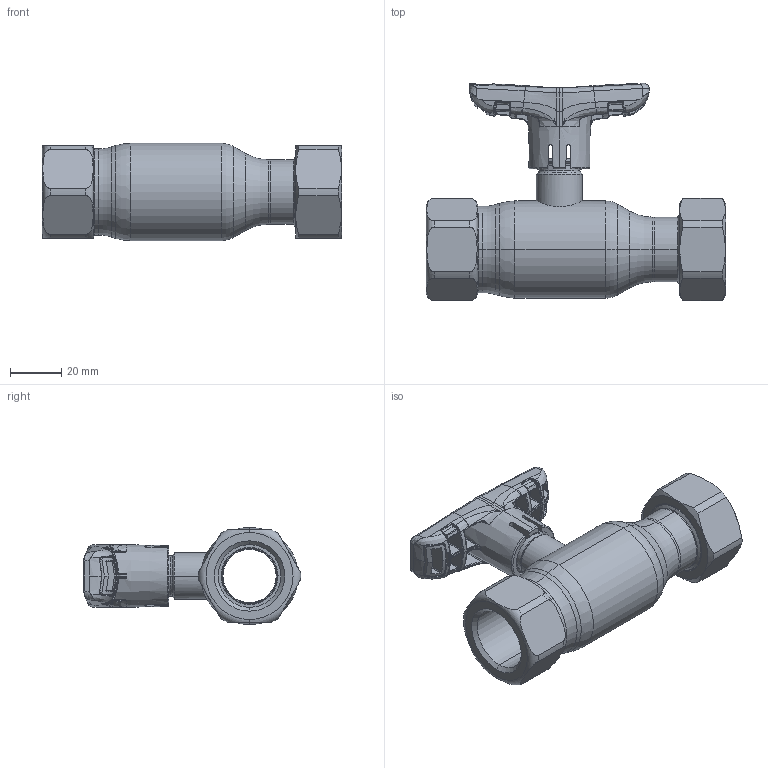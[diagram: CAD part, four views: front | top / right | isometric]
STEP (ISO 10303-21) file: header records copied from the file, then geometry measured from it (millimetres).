
FILE_DESCRIPTION (( 'STEP AP214' ), '1' );
FILE_NAME ('1020002200-1400.step', '2024-01-15T11:42:52', ( '' ), ( '' ), 'SwSTEP 2.0', 'SolidWorks 2021', '' );
FILE_SCHEMA (( 'AUTOMOTIVE_DESIGN' ));
Length unit declared in the file: millimetre
Products named in the file (1): 1020002200-1400
Bounding box: 116.95 x 84.98 x 38 mm (x, y, z)
Surface area: 29952.9 mm2 (no closed solid volume)
Topology: 0 solids, 9 shells, 750 faces, 2103 edges, 1291 vertices
Faces by surface type: bspline 560, plane 65, cylinder 56, cone 29, torus 25, sphere 15
Entity records: 55568 total; most frequent: CARTESIAN_POINT 32924, ORIENTED_EDGE 3767, EDGE_CURVE 2091, DIRECTION 1585, B_SPLINE_CURVE_WITH_KNOTS 1392, VERTEX_POINT 1287, EDGE_LOOP 762, UNCERTAINTY_MEASURE_WITH_UNIT 752
